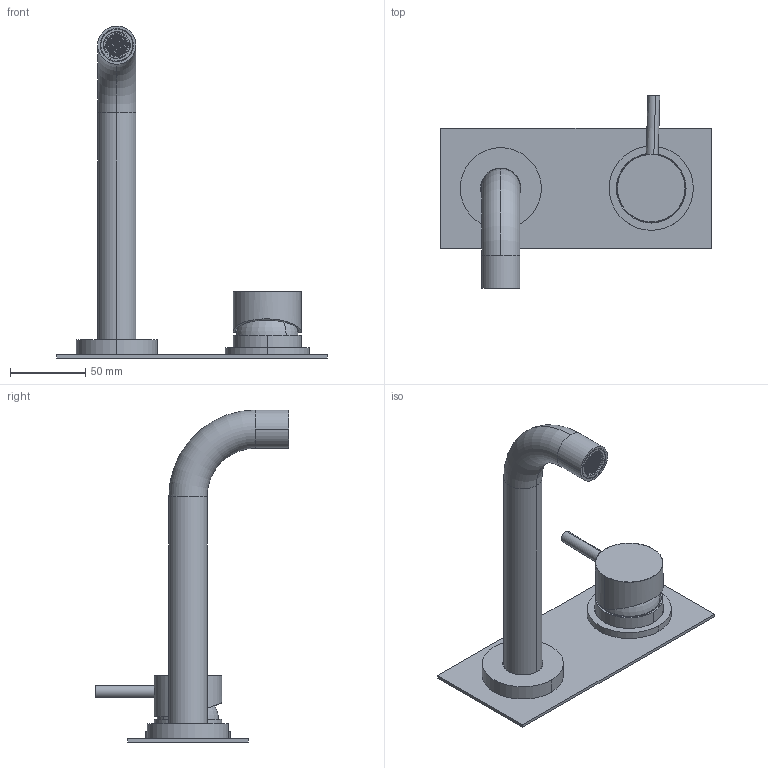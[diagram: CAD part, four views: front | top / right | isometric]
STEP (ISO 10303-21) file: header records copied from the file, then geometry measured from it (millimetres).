
FILE_DESCRIPTION (( 'STEP AP214' ), '1' );
FILE_NAME ('SMOS25200RH_shell.STEP', '2017-08-03T06:05:37', ( 'khoa' ), ( '' ), 'SwSTEP 2.0', 'SolidWorks 2016', '' );
FILE_SCHEMA (( 'AUTOMOTIVE_DESIGN' ));
Length unit declared in the file: millimetre
Products named in the file (2): SMOS25200RH_shell
Bounding box: 180 x 128.59 x 220.7 mm (x, y, z)
Volume: 121844.3 mm3; surface area: 89521.7 mm2
Topology: 7 solids, 7 shells, 1237 faces, 3123 edges, 2069 vertices
Faces by surface type: plane 940, cone 195, cylinder 92, torus 10
Entity records: 49287 total; most frequent: CARTESIAN_POINT 9286, ORIENTED_EDGE 6242, DIRECTION 4929, EDGE_CURVE 3121, VERTEX_POINT 2069, VECTOR 1959, LINE 1959, AXIS2_PLACEMENT_3D 1485
